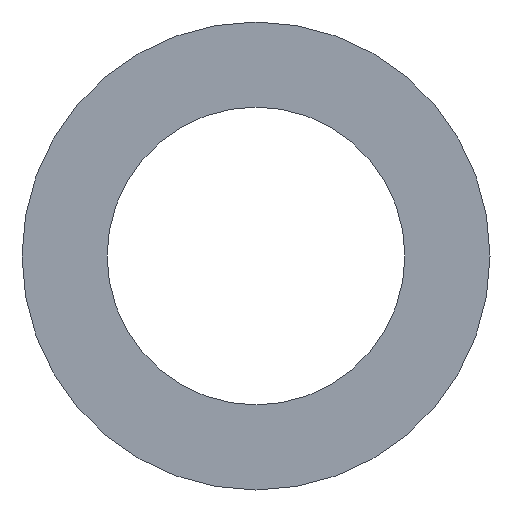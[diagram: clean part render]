
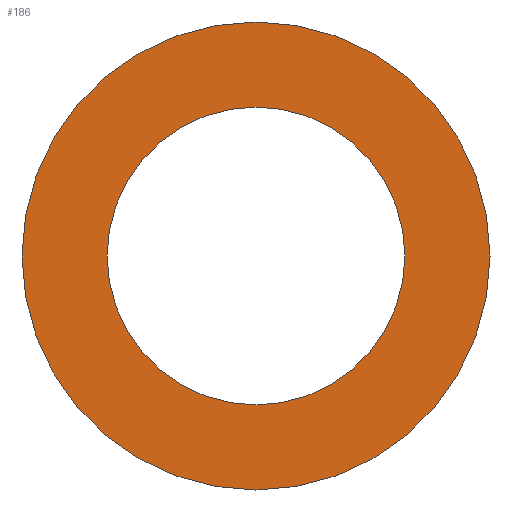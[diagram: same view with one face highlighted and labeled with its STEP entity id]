
A CAD part, left-side view. The second image highlights one B-rep face of the part: STEP entity #186.
In plain terms, the highlighted planar face has unit normal (-1, 0, 0).
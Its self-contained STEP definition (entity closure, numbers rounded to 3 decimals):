
#3 = CARTESIAN_POINT ( 'NONE',  ( 27.5, 0., 0. ) ) ;
#12 = VERTEX_POINT ( 'NONE', #85 ) ;
#13 = DIRECTION ( 'NONE',  ( 0., 0., 1. ) ) ;
#27 = VERTEX_POINT ( 'NONE', #68 ) ;
#28 = EDGE_CURVE ( 'NONE', #89, #150, #118, .T. ) ;
#35 = AXIS2_PLACEMENT_3D ( 'NONE', #172, #230, #13 ) ;
#40 = AXIS2_PLACEMENT_3D ( 'NONE', #3, #187, #112 ) ;
#45 = EDGE_CURVE ( 'NONE', #12, #27, #129, .T. ) ;
#49 = DIRECTION ( 'NONE',  ( -1., 0., 0. ) ) ;
#50 = EDGE_LOOP ( 'NONE', ( #86, #240 ) ) ;
#51 = DIRECTION ( 'NONE',  ( -1., 0., 0. ) ) ;
#52 = ORIENTED_EDGE ( 'NONE', *, *, #45, .F. ) ;
#55 = CARTESIAN_POINT ( 'NONE',  ( 27.5, 0., -11. ) ) ;
#64 = CARTESIAN_POINT ( 'NONE',  ( 27.5, 0., 0. ) ) ;
#68 = CARTESIAN_POINT ( 'NONE',  ( 27.5, 0., -7. ) ) ;
#70 = ORIENTED_EDGE ( 'NONE', *, *, #120, .F. ) ;
#85 = CARTESIAN_POINT ( 'NONE',  ( 27.5, 0., 7. ) ) ;
#86 = ORIENTED_EDGE ( 'NONE', *, *, #146, .T. ) ;
#89 = VERTEX_POINT ( 'NONE', #55 ) ;
#91 = CIRCLE ( 'NONE', #40, 11. ) ;
#94 = AXIS2_PLACEMENT_3D ( 'NONE', #188, #134, #153 ) ;
#112 = DIRECTION ( 'NONE',  ( 0., 0., 1. ) ) ;
#113 = CIRCLE ( 'NONE', #35, 7. ) ;
#114 = FACE_BOUND ( 'NONE', #166, .T. ) ;
#118 = CIRCLE ( 'NONE', #206, 11. ) ;
#120 = EDGE_CURVE ( 'NONE', #27, #12, #113, .T. ) ;
#129 = CIRCLE ( 'NONE', #241, 7. ) ;
#134 = DIRECTION ( 'NONE',  ( 1., 0., 0. ) ) ;
#143 = DIRECTION ( 'NONE',  ( 0., 0., 1. ) ) ;
#146 = EDGE_CURVE ( 'NONE', #150, #89, #91, .T. ) ;
#150 = VERTEX_POINT ( 'NONE', #211 ) ;
#153 = DIRECTION ( 'NONE',  ( 0., 1., 0. ) ) ;
#154 = PLANE ( 'NONE',  #94 ) ;
#163 = DIRECTION ( 'NONE',  ( 0., 0., 1. ) ) ;
#166 = EDGE_LOOP ( 'NONE', ( #52, #70 ) ) ;
#172 = CARTESIAN_POINT ( 'NONE',  ( 27.5, 0., 0. ) ) ;
#186 = ADVANCED_FACE ( 'NONE', ( #114, #233 ), #154, .F. ) ;
#187 = DIRECTION ( 'NONE',  ( -1., 0., 0. ) ) ;
#188 = CARTESIAN_POINT ( 'NONE',  ( 27.5, 11., 0. ) ) ;
#206 = AXIS2_PLACEMENT_3D ( 'NONE', #224, #51, #163 ) ;
#211 = CARTESIAN_POINT ( 'NONE',  ( 27.5, 0., 11. ) ) ;
#224 = CARTESIAN_POINT ( 'NONE',  ( 27.5, 0., 0. ) ) ;
#230 = DIRECTION ( 'NONE',  ( -1., 0., 0. ) ) ;
#233 = FACE_OUTER_BOUND ( 'NONE', #50, .T. ) ;
#240 = ORIENTED_EDGE ( 'NONE', *, *, #28, .T. ) ;
#241 = AXIS2_PLACEMENT_3D ( 'NONE', #64, #49, #143 ) ;
